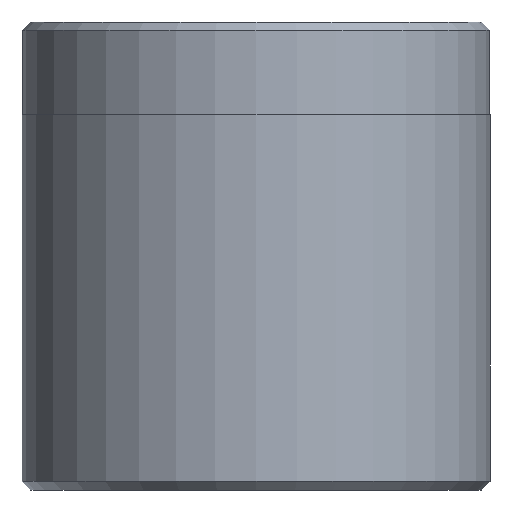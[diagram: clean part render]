
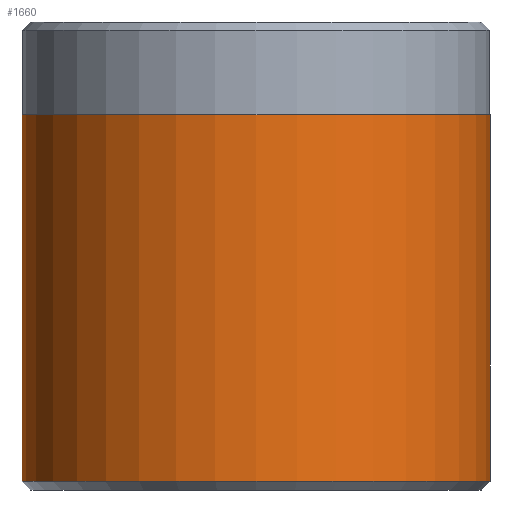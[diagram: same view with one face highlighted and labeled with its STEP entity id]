
A CAD part, front view. The second image highlights one B-rep face of the part: STEP entity #1660.
In plain terms, the highlighted cylindrical face has radius 8 mm (diameter 16 mm), a partial arc.
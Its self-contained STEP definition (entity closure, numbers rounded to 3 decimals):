
#50 = DIRECTION ( 'NONE',  ( 0., 0., -1. ) ) ;
#106 = EDGE_CURVE ( 'NONE', #538, #963, #1888, .T. ) ;
#151 = ORIENTED_EDGE ( 'NONE', *, *, #1196, .T. ) ;
#256 = VECTOR ( 'NONE', #882, 1000. ) ;
#280 = ORIENTED_EDGE ( 'NONE', *, *, #1003, .F. ) ;
#287 = DIRECTION ( 'NONE',  ( 0., 0., 1. ) ) ;
#332 = CARTESIAN_POINT ( 'NONE',  ( 8., 0., 16. ) ) ;
#429 = CARTESIAN_POINT ( 'NONE',  ( 0., 0., 0.3 ) ) ;
#538 = VERTEX_POINT ( 'NONE', #947 ) ;
#543 = EDGE_CURVE ( 'NONE', #1219, #963, #980, .T. ) ;
#559 = VECTOR ( 'NONE', #50, 1000. ) ;
#627 = FACE_OUTER_BOUND ( 'NONE', #692, .T. ) ;
#692 = EDGE_LOOP ( 'NONE', ( #1597, #280, #151, #1079 ) ) ;
#795 = DIRECTION ( 'NONE',  ( 1., 0., 0. ) ) ;
#811 = CARTESIAN_POINT ( 'NONE',  ( 8., 0., 0.3 ) ) ;
#882 = DIRECTION ( 'NONE',  ( 0., 0., -1. ) ) ;
#947 = CARTESIAN_POINT ( 'NONE',  ( -8., 0., 0.3 ) ) ;
#957 = CARTESIAN_POINT ( 'NONE',  ( 8., 0., 12.837 ) ) ;
#963 = VERTEX_POINT ( 'NONE', #811 ) ;
#973 = AXIS2_PLACEMENT_3D ( 'NONE', #429, #287, #1483 ) ;
#980 = LINE ( 'NONE', #332, #559 ) ;
#1003 = EDGE_CURVE ( 'NONE', #1569, #1219, #1721, .T. ) ;
#1054 = CARTESIAN_POINT ( 'NONE',  ( 0., 0., 16. ) ) ;
#1056 = CARTESIAN_POINT ( 'NONE',  ( -8., 0., 16. ) ) ;
#1079 = ORIENTED_EDGE ( 'NONE', *, *, #106, .T. ) ;
#1196 = EDGE_CURVE ( 'NONE', #1569, #538, #1428, .T. ) ;
#1219 = VERTEX_POINT ( 'NONE', #957 ) ;
#1428 = LINE ( 'NONE', #1056, #256 ) ;
#1435 = CARTESIAN_POINT ( 'NONE',  ( 0., 0., 12.837 ) ) ;
#1483 = DIRECTION ( 'NONE',  ( 1., 0., 0. ) ) ;
#1569 = VERTEX_POINT ( 'NONE', #1630 ) ;
#1597 = ORIENTED_EDGE ( 'NONE', *, *, #543, .F. ) ;
#1630 = CARTESIAN_POINT ( 'NONE',  ( -8., 0., 12.837 ) ) ;
#1660 = ADVANCED_FACE ( 'NONE', ( #627 ), #1820, .T. ) ;
#1678 = DIRECTION ( 'NONE',  ( 0., 0., -1. ) ) ;
#1721 = CIRCLE ( 'NONE', #1904, 8. ) ;
#1820 = CYLINDRICAL_SURFACE ( 'NONE', #1855, 8. ) ;
#1855 = AXIS2_PLACEMENT_3D ( 'NONE', #1054, #1678, #1992 ) ;
#1878 = DIRECTION ( 'NONE',  ( 0., 0., 1. ) ) ;
#1888 = CIRCLE ( 'NONE', #973, 8. ) ;
#1904 = AXIS2_PLACEMENT_3D ( 'NONE', #1435, #1878, #795 ) ;
#1992 = DIRECTION ( 'NONE',  ( -1., 0., 0. ) ) ;
